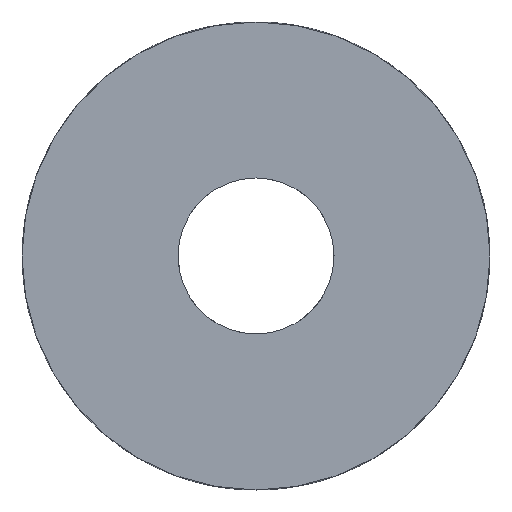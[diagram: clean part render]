
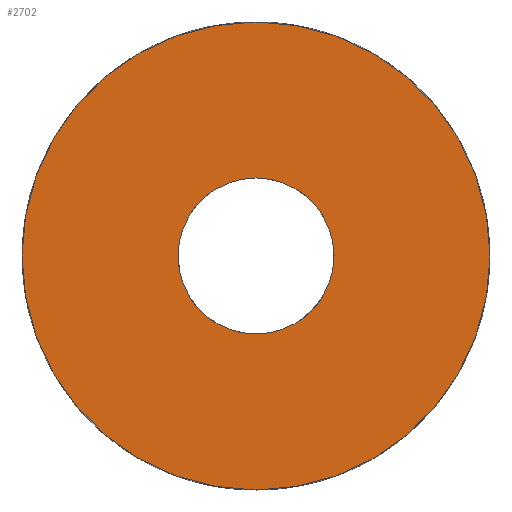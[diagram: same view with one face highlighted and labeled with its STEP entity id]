
A CAD part, front view. The second image highlights one B-rep face of the part: STEP entity #2702.
In plain terms, the highlighted planar face has unit normal (0, -1, 0).
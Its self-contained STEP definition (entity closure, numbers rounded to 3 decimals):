
#9 = AXIS2_PLACEMENT_3D ( 'NONE', #3929, #5455, #4422 ) ;
#160 = CARTESIAN_POINT ( 'NONE',  ( 0., -2.8, 1.5 ) ) ;
#165 = DIRECTION ( 'NONE',  ( 0., 0., 1. ) ) ;
#221 = EDGE_LOOP ( 'NONE', ( #2730, #6409 ) ) ;
#699 = DIRECTION ( 'NONE',  ( 0., 1., 0. ) ) ;
#1099 = CIRCLE ( 'NONE', #5298, 4.5 ) ;
#1449 = CIRCLE ( 'NONE', #6208, 1.5 ) ;
#1455 = CARTESIAN_POINT ( 'NONE',  ( 0., -2.8, 4.5 ) ) ;
#1467 = ORIENTED_EDGE ( 'NONE', *, *, #2184, .F. ) ;
#1598 = CARTESIAN_POINT ( 'NONE',  ( 0., -2.8, -1.5 ) ) ;
#1985 = EDGE_CURVE ( 'NONE', #5357, #4224, #2475, .T. ) ;
#2184 = EDGE_CURVE ( 'NONE', #4854, #5954, #1099, .T. ) ;
#2475 = CIRCLE ( 'NONE', #9, 1.5 ) ;
#2536 = AXIS2_PLACEMENT_3D ( 'NONE', #3741, #699, #165 ) ;
#2702 = ADVANCED_FACE ( 'NONE', ( #5530, #2812 ), #3171, .F. ) ;
#2730 = ORIENTED_EDGE ( 'NONE', *, *, #1985, .T. ) ;
#2812 = FACE_OUTER_BOUND ( 'NONE', #3261, .T. ) ;
#3171 = PLANE ( 'NONE',  #2536 ) ;
#3261 = EDGE_LOOP ( 'NONE', ( #5708, #1467 ) ) ;
#3561 = EDGE_CURVE ( 'NONE', #4224, #5357, #1449, .T. ) ;
#3661 = CARTESIAN_POINT ( 'NONE',  ( 0., -2.8, 0. ) ) ;
#3741 = CARTESIAN_POINT ( 'NONE',  ( 0., -2.8, 0. ) ) ;
#3929 = CARTESIAN_POINT ( 'NONE',  ( 0., -2.8, 0. ) ) ;
#4105 = DIRECTION ( 'NONE',  ( 0., 1., 0. ) ) ;
#4224 = VERTEX_POINT ( 'NONE', #1598 ) ;
#4422 = DIRECTION ( 'NONE',  ( 0., 0., 1. ) ) ;
#4776 = DIRECTION ( 'NONE',  ( 0., 0., 1. ) ) ;
#4854 = VERTEX_POINT ( 'NONE', #5427 ) ;
#5298 = AXIS2_PLACEMENT_3D ( 'NONE', #5922, #6426, #6406 ) ;
#5357 = VERTEX_POINT ( 'NONE', #160 ) ;
#5427 = CARTESIAN_POINT ( 'NONE',  ( 0., -2.8, -4.5 ) ) ;
#5455 = DIRECTION ( 'NONE',  ( 0., 1., 0. ) ) ;
#5530 = FACE_BOUND ( 'NONE', #221, .T. ) ;
#5603 = CIRCLE ( 'NONE', #6155, 4.5 ) ;
#5664 = DIRECTION ( 'NONE',  ( 0., 0., 1. ) ) ;
#5708 = ORIENTED_EDGE ( 'NONE', *, *, #6478, .F. ) ;
#5922 = CARTESIAN_POINT ( 'NONE',  ( 0., -2.8, 0. ) ) ;
#5954 = VERTEX_POINT ( 'NONE', #1455 ) ;
#6155 = AXIS2_PLACEMENT_3D ( 'NONE', #3661, #4105, #5664 ) ;
#6208 = AXIS2_PLACEMENT_3D ( 'NONE', #6344, #6368, #4776 ) ;
#6344 = CARTESIAN_POINT ( 'NONE',  ( 0., -2.8, 0. ) ) ;
#6368 = DIRECTION ( 'NONE',  ( 0., 1., 0. ) ) ;
#6406 = DIRECTION ( 'NONE',  ( 0., 0., 1. ) ) ;
#6409 = ORIENTED_EDGE ( 'NONE', *, *, #3561, .T. ) ;
#6426 = DIRECTION ( 'NONE',  ( 0., 1., 0. ) ) ;
#6478 = EDGE_CURVE ( 'NONE', #5954, #4854, #5603, .T. ) ;
